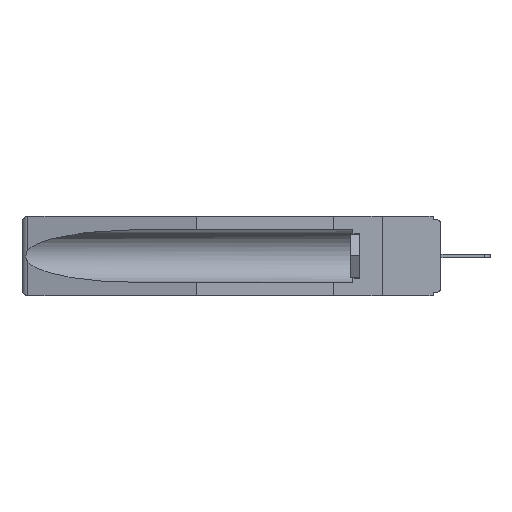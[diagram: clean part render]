
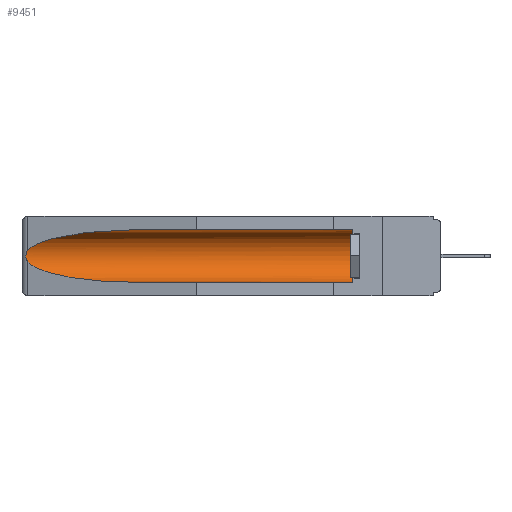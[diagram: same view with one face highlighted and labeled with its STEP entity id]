
A CAD part, left-side view. The second image highlights one B-rep face of the part: STEP entity #9451.
In plain terms, the highlighted cylindrical face has radius 2.857 mm (diameter 5.715 mm), a partial arc.
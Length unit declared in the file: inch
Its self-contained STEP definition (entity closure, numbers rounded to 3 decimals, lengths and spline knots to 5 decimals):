
#72 = EDGE_CURVE ( 'NONE', #12565, #11506, #5249, .T. ) ;
#126 = CARTESIAN_POINT ( 'NONE',  ( 0.21114, 1.30732, -0.059 ) ) ;
#354 = VECTOR ( 'NONE', #17609, 39.37008 ) ;
#421 = AXIS2_PLACEMENT_3D ( 'NONE', #9461, #10872, #7508 ) ;
#1271 = CARTESIAN_POINT ( 'NONE',  ( 0.155, -0.30754, -0.1715 ) ) ;
#1580 = ORIENTED_EDGE ( 'NONE', *, *, #72, .F. ) ;
#1812 =( BOUNDED_CURVE ( )  B_SPLINE_CURVE ( 3, ( #20992, #16099, #7207, #5358 ),
 .UNSPECIFIED., .F., .F. ) 
 B_SPLINE_CURVE_WITH_KNOTS ( ( 4, 4 ),
 ( 0.1948, 1.5708 ),
 .UNSPECIFIED. ) 
 CURVE ( )  GEOMETRIC_REPRESENTATION_ITEM ( )  RATIONAL_B_SPLINE_CURVE ( ( 1., 0.848, 0.848, 1. ) ) 
 REPRESENTATION_ITEM ( '' )  );
#3598 = ORIENTED_EDGE ( 'NONE', *, *, #10781, .T. ) ;
#4094 = ORIENTED_EDGE ( 'NONE', *, *, #22127, .T. ) ;
#4211 = CARTESIAN_POINT ( 'NONE',  ( 0.2673, 1.5327, -0.16383 ) ) ;
#4444 = CARTESIAN_POINT ( 'NONE',  ( 0.26537, 1.52718, -0.14972 ) ) ;
#4507 = CARTESIAN_POINT ( 'NONE',  ( 0.26537, 1.52718, -0.19328 ) ) ;
#5249 = LINE ( 'NONE', #16956, #7476 ) ;
#5358 = CARTESIAN_POINT ( 'NONE',  ( 0.155, 1.07973, -0.284 ) ) ;
#5405 = CARTESIAN_POINT ( 'NONE',  ( 0.155, 1.07973, -0.059 ) ) ;
#5734 = ORIENTED_EDGE ( 'NONE', *, *, #20630, .T. ) ;
#6263 = CARTESIAN_POINT ( 'NONE',  ( 0.26597, 1.5296, -0.19026 ) ) ;
#6317 = DIRECTION ( 'NONE',  ( 0., 0., 1. ) ) ;
#6386 = AXIS2_PLACEMENT_3D ( 'NONE', #1271, #6474, #6317 ) ;
#6474 = DIRECTION ( 'NONE',  ( 0., 1., 0. ) ) ;
#6914 = VERTEX_POINT ( 'NONE', #4444 ) ;
#7095 = CARTESIAN_POINT ( 'NONE',  ( 0.25451, 1.48313, -0.09465 ) ) ;
#7207 = CARTESIAN_POINT ( 'NONE',  ( 0.21114, 1.30732, -0.284 ) ) ;
#7404 = CARTESIAN_POINT ( 'NONE',  ( 0.155, 1.07973, -0.059 ) ) ;
#7418 = VERTEX_POINT ( 'NONE', #17270 ) ;
#7476 = VECTOR ( 'NONE', #20542, 39.37008 ) ;
#7508 = DIRECTION ( 'NONE',  ( 0., 0., 1. ) ) ;
#8479 = ORIENTED_EDGE ( 'NONE', *, *, #21723, .T. ) ;
#9451 = ADVANCED_FACE ( 'NONE', ( #9587 ), #14869, .F. ) ;
#9461 = CARTESIAN_POINT ( 'NONE',  ( 0.155, 0.126, -0.1715 ) ) ;
#9587 = FACE_OUTER_BOUND ( 'NONE', #9947, .T. ) ;
#9947 = EDGE_LOOP ( 'NONE', ( #4094, #3598, #8479, #1580, #12336, #5734 ) ) ;
#10781 = EDGE_CURVE ( 'NONE', #6914, #7418, #15029, .T. ) ;
#10872 = DIRECTION ( 'NONE',  ( 0., -1., 0. ) ) ;
#11197 = CARTESIAN_POINT ( 'NONE',  ( 0.155, 0.126, -0.059 ) ) ;
#11506 = VERTEX_POINT ( 'NONE', #16868 ) ;
#12336 = ORIENTED_EDGE ( 'NONE', *, *, #16066, .T. ) ;
#12565 = VERTEX_POINT ( 'NONE', #17254 ) ;
#13117 = CARTESIAN_POINT ( 'NONE',  ( 0.26654, 1.53092, -0.15636 ) ) ;
#14869 = CYLINDRICAL_SURFACE ( 'NONE', #6386, 0.1125 ) ;
#15029 = B_SPLINE_CURVE_WITH_KNOTS ( 'NONE', 3,
 ( #18385, #20257, #13117, #4211, #22295, #18608, #15100, #22372, #6263, #4507 ),
 .UNSPECIFIED., .F., .F.,
 ( 4, 2, 2, 2, 4 ),
 ( 0., 0.00029, 0.00058, 0.00087, 0.00117 ),
 .UNSPECIFIED. ) ;
#15100 = CARTESIAN_POINT ( 'NONE',  ( 0.2673, 1.53269, -0.17917 ) ) ;
#15411 = VERTEX_POINT ( 'NONE', #11197 ) ;
#16066 = EDGE_CURVE ( 'NONE', #12565, #15411, #20976, .T. ) ;
#16099 = CARTESIAN_POINT ( 'NONE',  ( 0.25451, 1.48313, -0.24835 ) ) ;
#16493 = VERTEX_POINT ( 'NONE', #7404 ) ;
#16868 = CARTESIAN_POINT ( 'NONE',  ( 0.155, 1.07973, -0.284 ) ) ;
#16956 = CARTESIAN_POINT ( 'NONE',  ( 0.155, -0.30754, -0.284 ) ) ;
#17254 = CARTESIAN_POINT ( 'NONE',  ( 0.155, 0.126, -0.284 ) ) ;
#17270 = CARTESIAN_POINT ( 'NONE',  ( 0.26537, 1.52718, -0.19328 ) ) ;
#17431 = LINE ( 'NONE', #19469, #354 ) ;
#17609 = DIRECTION ( 'NONE',  ( 0., 1., 0. ) ) ;
#17982 = CARTESIAN_POINT ( 'NONE',  ( 0.26537, 1.52718, -0.14972 ) ) ;
#18385 = CARTESIAN_POINT ( 'NONE',  ( 0.26537, 1.52718, -0.14972 ) ) ;
#18608 = CARTESIAN_POINT ( 'NONE',  ( 0.2675, 1.53308, -0.17534 ) ) ;
#19469 = CARTESIAN_POINT ( 'NONE',  ( 0.155, -0.30754, -0.059 ) ) ;
#20257 = CARTESIAN_POINT ( 'NONE',  ( 0.26597, 1.52961, -0.15275 ) ) ;
#20542 = DIRECTION ( 'NONE',  ( 0., 1., 0. ) ) ;
#20630 = EDGE_CURVE ( 'NONE', #15411, #16493, #17431, .T. ) ;
#20859 =( BOUNDED_CURVE ( )  B_SPLINE_CURVE ( 3, ( #5405, #126, #7095, #17982 ),
 .UNSPECIFIED., .F., .F. ) 
 B_SPLINE_CURVE_WITH_KNOTS ( ( 4, 4 ),
 ( 4.71239, 6.08839 ),
 .UNSPECIFIED. ) 
 CURVE ( )  GEOMETRIC_REPRESENTATION_ITEM ( )  RATIONAL_B_SPLINE_CURVE ( ( 1., 0.848, 0.848, 1. ) ) 
 REPRESENTATION_ITEM ( '' )  );
#20976 = CIRCLE ( 'NONE', #421, 0.1125 ) ;
#20992 = CARTESIAN_POINT ( 'NONE',  ( 0.26537, 1.52718, -0.19328 ) ) ;
#21723 = EDGE_CURVE ( 'NONE', #7418, #11506, #1812, .T. ) ;
#22127 = EDGE_CURVE ( 'NONE', #16493, #6914, #20859, .T. ) ;
#22295 = CARTESIAN_POINT ( 'NONE',  ( 0.2675, 1.53308, -0.16763 ) ) ;
#22372 = CARTESIAN_POINT ( 'NONE',  ( 0.26655, 1.53094, -0.18657 ) ) ;
